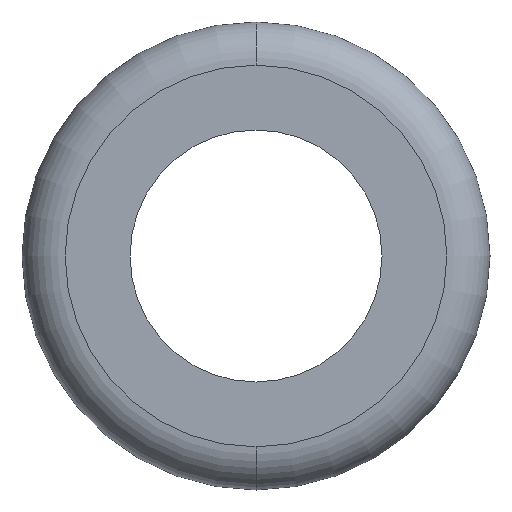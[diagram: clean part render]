
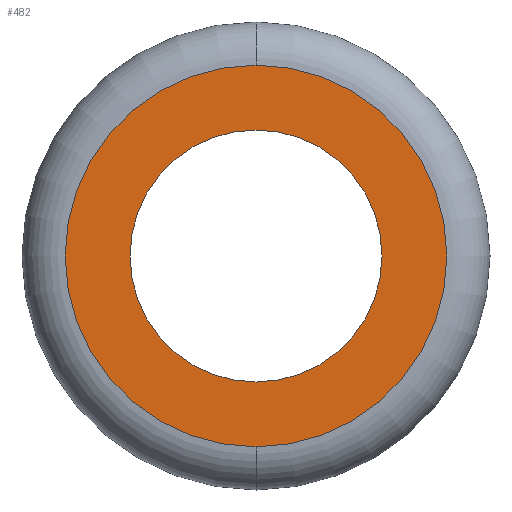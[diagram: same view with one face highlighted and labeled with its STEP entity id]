
A CAD part, front view. The second image highlights one B-rep face of the part: STEP entity #482.
In plain terms, the highlighted planar face has unit normal (0, -1, 0).
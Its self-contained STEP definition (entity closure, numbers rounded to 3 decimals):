
#20 = CARTESIAN_POINT ( 'NONE',  ( 0., 0., 0. ) ) ;
#21 = DIRECTION ( 'NONE',  ( 0., 0., 1. ) ) ;
#23 = CIRCLE ( 'NONE', #24, 5.3 ) ;
#24 = AXIS2_PLACEMENT_3D ( 'NONE', #20, #25, #21 ) ;
#25 = DIRECTION ( 'NONE',  ( 0., -1., 0. ) ) ;
#123 = CARTESIAN_POINT ( 'NONE',  ( 0., 0., 0. ) ) ;
#124 = DIRECTION ( 'NONE',  ( 0., 0., 1. ) ) ;
#125 = DIRECTION ( 'NONE',  ( 0., 1., 0. ) ) ;
#126 = AXIS2_PLACEMENT_3D ( 'NONE', #173, #125, #124 ) ;
#168 = DIRECTION ( 'NONE',  ( 0., 0., -1. ) ) ;
#169 = DIRECTION ( 'NONE',  ( 0., -1., 0. ) ) ;
#170 = AXIS2_PLACEMENT_3D ( 'NONE', #246, #169, #168 ) ;
#171 = CIRCLE ( 'NONE', #170, 3.5 ) ;
#173 = CARTESIAN_POINT ( 'NONE',  ( -3.5, 0., 0. ) ) ;
#174 = PLANE ( 'NONE',  #126 ) ;
#203 = FACE_BOUND ( 'NONE', #486, .T. ) ;
#204 = FACE_OUTER_BOUND ( 'NONE', #480, .T. ) ;
#242 = DIRECTION ( 'NONE',  ( 0., 0., 1. ) ) ;
#243 = DIRECTION ( 'NONE',  ( 0., -1., 0. ) ) ;
#244 = AXIS2_PLACEMENT_3D ( 'NONE', #123, #243, #242 ) ;
#245 = CIRCLE ( 'NONE', #244, 5.3 ) ;
#246 = CARTESIAN_POINT ( 'NONE',  ( 0., 0., 0. ) ) ;
#293 = AXIS2_PLACEMENT_3D ( 'NONE', #344, #343, #342 ) ;
#294 = CIRCLE ( 'NONE', #293, 3.5 ) ;
#319 = CARTESIAN_POINT ( 'NONE',  ( 0., 0., -3.5 ) ) ;
#320 = CARTESIAN_POINT ( 'NONE',  ( 0., 0., 3.5 ) ) ;
#342 = DIRECTION ( 'NONE',  ( 0., 0., -1. ) ) ;
#343 = DIRECTION ( 'NONE',  ( 0., -1., 0. ) ) ;
#344 = CARTESIAN_POINT ( 'NONE',  ( 0., 0., 0. ) ) ;
#346 = CARTESIAN_POINT ( 'NONE',  ( 0., 0., 5.3 ) ) ;
#347 = CARTESIAN_POINT ( 'NONE',  ( 0., 0., -5.3 ) ) ;
#368 = EDGE_CURVE ( 'NONE', #408, #410, #294, .T. ) ;
#379 = VERTEX_POINT ( 'NONE', #347 ) ;
#380 = VERTEX_POINT ( 'NONE', #346 ) ;
#408 = VERTEX_POINT ( 'NONE', #320 ) ;
#410 = VERTEX_POINT ( 'NONE', #319 ) ;
#425 = EDGE_CURVE ( 'NONE', #379, #380, #23, .T. ) ;
#480 = EDGE_LOOP ( 'NONE', ( #483, #485 ) ) ;
#482 = ADVANCED_FACE ( 'NONE', ( #204, #203 ), #174, .F. ) ;
#483 = ORIENTED_EDGE ( 'NONE', *, *, #484, .T. ) ;
#484 = EDGE_CURVE ( 'NONE', #380, #379, #245, .T. ) ;
#485 = ORIENTED_EDGE ( 'NONE', *, *, #425, .T. ) ;
#486 = EDGE_LOOP ( 'NONE', ( #487, #489 ) ) ;
#487 = ORIENTED_EDGE ( 'NONE', *, *, #488, .F. ) ;
#488 = EDGE_CURVE ( 'NONE', #410, #408, #171, .T. ) ;
#489 = ORIENTED_EDGE ( 'NONE', *, *, #368, .F. ) ;
